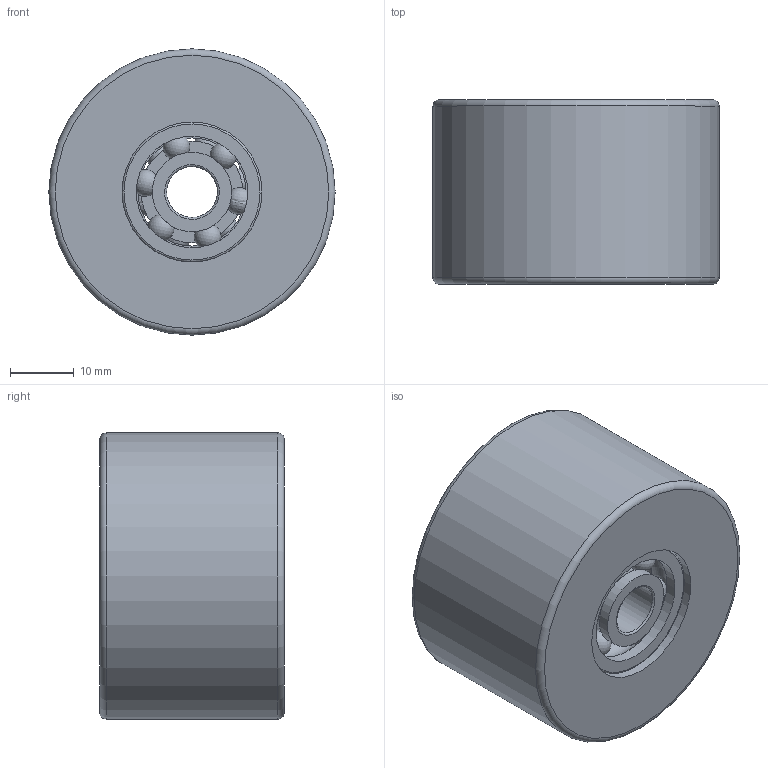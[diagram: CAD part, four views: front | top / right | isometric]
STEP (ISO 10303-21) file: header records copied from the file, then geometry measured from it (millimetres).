
FILE_DESCRIPTION((''),'2;1');
FILE_NAME('SZ2420S_A.stp','2013-08-30T07:05:08',('janine behrens'),(''),'Autodesk Inventor 2012','Autodesk Inventor 2012','');
FILE_SCHEMA(('AUTOMOTIVE_DESIGN { 1 0 10303 214 1 1 1 1 }'));
Length unit declared in the file: millimetre
Products named in the file (4): SZ2420S_A; MK2402420-A; ME2108168_A; MK2300041_A
Assembly tree (4 placements, depth 2):
  SZ2420S_A
    MK2402420-A
    ME2108168_A
    MK2300041_A  x2
Bounding box: 45 x 29 x 45 mm (x, y, z)
Volume: 40224.2 mm3; surface area: 13621.5 mm2
Topology: 4 solids, 4 shells, 82 faces, 263 edges, 171 vertices
Faces by surface type: torus 36, cylinder 18, plane 14, sphere 12, cone 2
Full cylindrical faces by diameter (mm): 8 x2, 8.5 x1, 12.48 x4, 16 x1, 17 x1, 17.52 x4, 22 x4, 45 x1
Entity records: 2090 total; most frequent: CARTESIAN_POINT 874, DIRECTION 224, ORIENTED_EDGE 204, AXIS2_PLACEMENT_3D 112, EDGE_CURVE 102, EDGE_LOOP 88, VERTEX_POINT 78, CIRCLE 54
